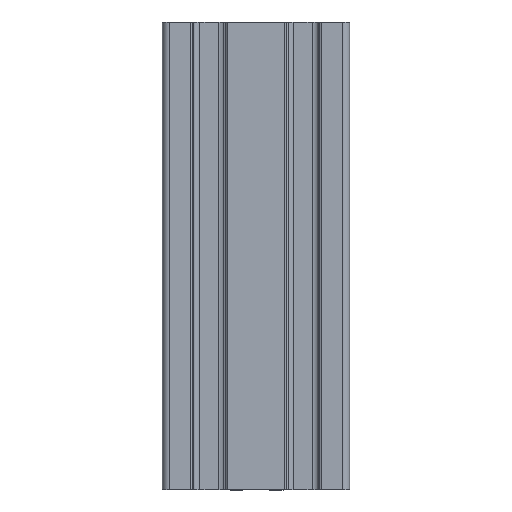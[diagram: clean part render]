
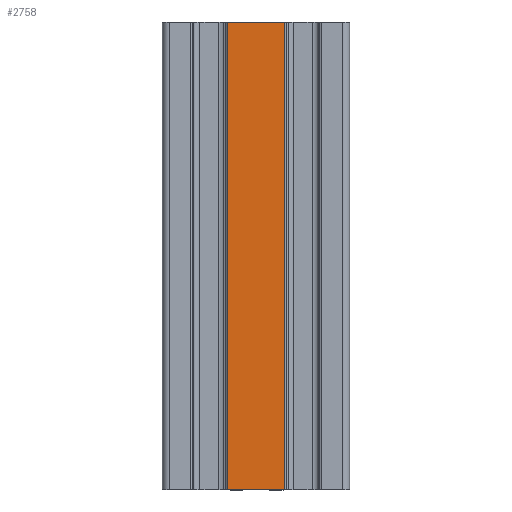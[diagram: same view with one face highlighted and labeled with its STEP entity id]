
A CAD part, front view. The second image highlights one B-rep face of the part: STEP entity #2758.
In plain terms, the highlighted planar face has unit normal (0, -1, 0).
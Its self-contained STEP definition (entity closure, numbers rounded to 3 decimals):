
#132 = CARTESIAN_POINT ( 'NONE',  ( 6340.268, 3692.128, 0. ) ) ;
#547 = ORIENTED_EDGE ( 'NONE', *, *, #5128, .F. ) ;
#650 = LINE ( 'NONE', #12041, #1895 ) ;
#1053 = FACE_OUTER_BOUND ( 'NONE', #7126, .T. ) ;
#1228 = EDGE_CURVE ( 'NONE', #5045, #7302, #5876, .T. ) ;
#1895 = VECTOR ( 'NONE', #12070, 1000. ) ;
#2758 = ADVANCED_FACE ( 'NONE', ( #1053 ), #6605, .F. ) ;
#3870 = CARTESIAN_POINT ( 'NONE',  ( 6352.968, 3692.128, 100. ) ) ;
#4792 = CARTESIAN_POINT ( 'NONE',  ( 6340.768, 3692.128, 0. ) ) ;
#5045 = VERTEX_POINT ( 'NONE', #4792 ) ;
#5128 = EDGE_CURVE ( 'NONE', #7302, #8781, #650, .T. ) ;
#5876 = LINE ( 'NONE', #6508, #5898 ) ;
#5898 = VECTOR ( 'NONE', #6176, 1000. ) ;
#6153 = DIRECTION ( 'NONE',  ( 0., 0., 1. ) ) ;
#6176 = DIRECTION ( 'NONE',  ( 0., 0., 1. ) ) ;
#6313 = DIRECTION ( 'NONE',  ( 0., 1., 0. ) ) ;
#6508 = CARTESIAN_POINT ( 'NONE',  ( 6340.768, 3692.128, 100. ) ) ;
#6605 = PLANE ( 'NONE',  #11222 ) ;
#6987 = EDGE_CURVE ( 'NONE', #8781, #9934, #8390, .T. ) ;
#7011 = CARTESIAN_POINT ( 'NONE',  ( 6352.968, 3692.128, 0. ) ) ;
#7126 = EDGE_LOOP ( 'NONE', ( #9562, #547, #9500, #7834 ) ) ;
#7302 = VERTEX_POINT ( 'NONE', #11859 ) ;
#7587 = DIRECTION ( 'NONE',  ( 0., 0., -1. ) ) ;
#7819 = DIRECTION ( 'NONE',  ( -1., 0., 0. ) ) ;
#7834 = ORIENTED_EDGE ( 'NONE', *, *, #8263, .F. ) ;
#7896 = CARTESIAN_POINT ( 'NONE',  ( 6352.968, 3692.128, 100. ) ) ;
#8133 = CARTESIAN_POINT ( 'NONE',  ( 6352.968, 3692.128, 100. ) ) ;
#8263 = EDGE_CURVE ( 'NONE', #9934, #5045, #12050, .T. ) ;
#8390 = LINE ( 'NONE', #7896, #10291 ) ;
#8781 = VERTEX_POINT ( 'NONE', #3870 ) ;
#9500 = ORIENTED_EDGE ( 'NONE', *, *, #1228, .F. ) ;
#9562 = ORIENTED_EDGE ( 'NONE', *, *, #6987, .F. ) ;
#9934 = VERTEX_POINT ( 'NONE', #7011 ) ;
#10291 = VECTOR ( 'NONE', #7587, 1000. ) ;
#11222 = AXIS2_PLACEMENT_3D ( 'NONE', #8133, #6313, #6153 ) ;
#11450 = VECTOR ( 'NONE', #7819, 1000. ) ;
#11859 = CARTESIAN_POINT ( 'NONE',  ( 6340.768, 3692.128, 100. ) ) ;
#12041 = CARTESIAN_POINT ( 'NONE',  ( 6340.268, 3692.128, 100. ) ) ;
#12050 = LINE ( 'NONE', #132, #11450 ) ;
#12070 = DIRECTION ( 'NONE',  ( 1., 0., 0. ) ) ;
